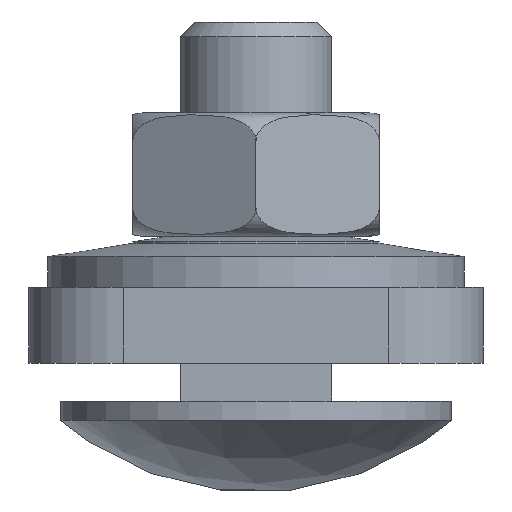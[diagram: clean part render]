
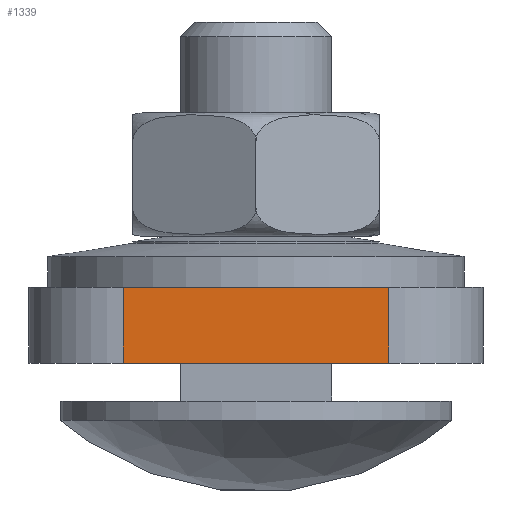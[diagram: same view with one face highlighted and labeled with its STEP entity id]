
A CAD part, left-side view. The second image highlights one B-rep face of the part: STEP entity #1339.
In plain terms, the highlighted planar face has unit normal (-1, 0, 0).
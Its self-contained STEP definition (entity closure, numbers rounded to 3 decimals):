
#140=PLANE('',#1553);
#193=FACE_OUTER_BOUND('',#267,.T.);
#267=EDGE_LOOP('',(#1034,#1035,#1036,#1037));
#384=LINE('',#2253,#489);
#385=LINE('',#2256,#490);
#386=LINE('',#2258,#491);
#387=LINE('',#2259,#492);
#489=VECTOR('',#1841,10.);
#490=VECTOR('',#1844,10.);
#491=VECTOR('',#1845,10.);
#492=VECTOR('',#1846,10.);
#655=VERTEX_POINT('',#2246);
#658=VERTEX_POINT('',#2251);
#659=VERTEX_POINT('',#2255);
#660=VERTEX_POINT('',#2257);
#812=EDGE_CURVE('',#658,#655,#384,.T.);
#813=EDGE_CURVE('',#659,#658,#385,.T.);
#814=EDGE_CURVE('',#660,#659,#386,.T.);
#815=EDGE_CURVE('',#660,#655,#387,.T.);
#1034=ORIENTED_EDGE('',*,*,#812,.F.);
#1035=ORIENTED_EDGE('',*,*,#813,.F.);
#1036=ORIENTED_EDGE('',*,*,#814,.F.);
#1037=ORIENTED_EDGE('',*,*,#815,.T.);
#1339=ADVANCED_FACE('',(#193),#140,.T.);
#1553=AXIS2_PLACEMENT_3D('',#2254,#1842,#1843);
#1841=DIRECTION('',(0.,0.,1.));
#1842=DIRECTION('center_axis',(-1.,0.,0.));
#1843=DIRECTION('ref_axis',(0.,0.,1.));
#1844=DIRECTION('',(0.,1.,0.));
#1845=DIRECTION('',(0.,0.,-1.));
#1846=DIRECTION('',(0.,1.,0.));
#2246=CARTESIAN_POINT('',(-65.,7.,4.));
#2251=CARTESIAN_POINT('',(-65.,7.,0.));
#2253=CARTESIAN_POINT('',(-65.,7.,0.));
#2254=CARTESIAN_POINT('Origin',(-65.,-12.,0.));
#2255=CARTESIAN_POINT('',(-65.,-7.,0.));
#2256=CARTESIAN_POINT('',(-65.,-12.,0.));
#2257=CARTESIAN_POINT('',(-65.,-7.,4.));
#2258=CARTESIAN_POINT('',(-65.,-7.,0.));
#2259=CARTESIAN_POINT('',(-65.,-12.,4.));
